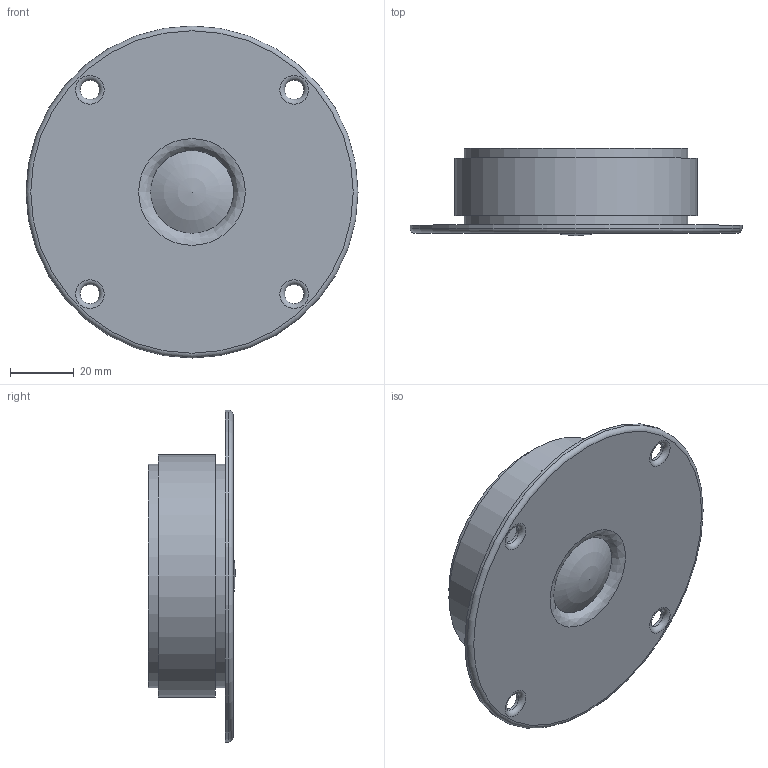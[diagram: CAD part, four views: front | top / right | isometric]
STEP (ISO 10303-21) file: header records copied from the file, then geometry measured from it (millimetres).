
FILE_DESCRIPTION(('FreeCAD Model'),'2;1');
FILE_NAME('HiFi_Tweeter.step', '2020-04-01T19:57:16',('Author'),(''), 'Open CASCADE STEP processor 6.8','FreeCAD','Unknown');
FILE_SCHEMA(('AUTOMOTIVE_DESIGN_CC2 { 1 2 10303 214 -1 1 5 4 }'));
Length unit declared in the file: millimetre
Products named in the file (1): HiFi_Tweeter
Bounding box: 104 x 27.29 x 104 mm (x, y, z)
Volume: 124847.3 mm3; surface area: 24629.5 mm2
Topology: 1 solids, 1 shells, 20 faces, 39 edges, 24 vertices
Faces by surface type: cylinder 8, torus 5, plane 5, revolution 1, sphere 1
Full cylindrical faces by diameter (mm): 6 x4, 70 x2, 76 x1, 104 x1
Entity records: 1072 total; most frequent: CARTESIAN_POINT 224, DIRECTION 168, ORIENTED_EDGE 76, PCURVE 76, DEFINITIONAL_REPRESENTATION 76, LINE 57, VECTOR 57, AXIS2_PLACEMENT_3D 51
